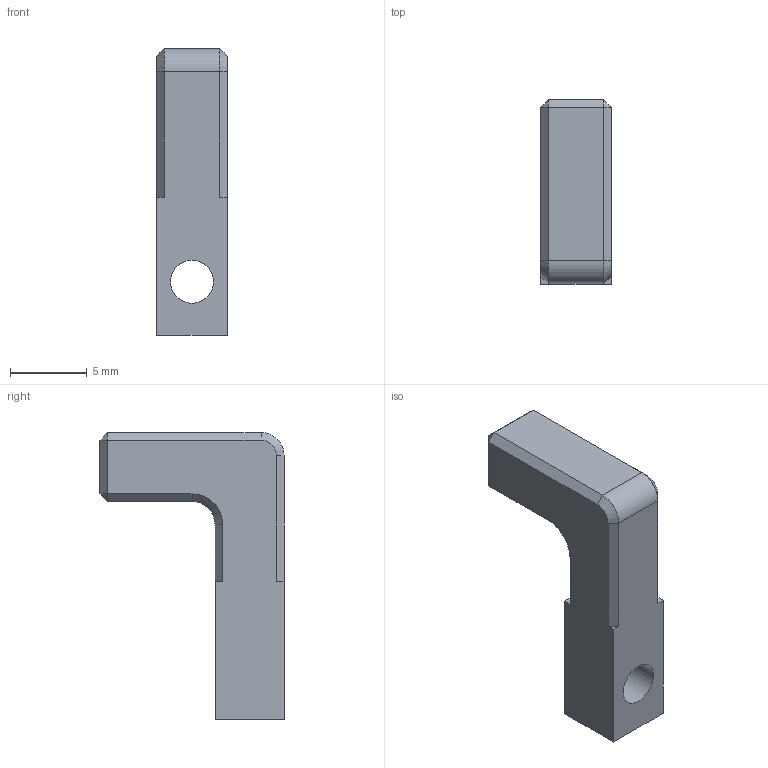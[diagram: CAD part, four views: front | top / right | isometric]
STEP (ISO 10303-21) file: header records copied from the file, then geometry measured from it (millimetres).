
FILE_DESCRIPTION (( 'STEP AP203' ), '1' );
FILE_NAME ('Hook.STEP', '2025-10-02T20:05:18', ( '' ), ( '' ), 'SwSTEP 2.0', 'SolidWorks 2024', '' );
FILE_SCHEMA (( 'CONFIG_CONTROL_DESIGN' ));
Length unit declared in the file: millimetre
Products named in the file (1): Hook
Bounding box: 4.6 x 12 x 18.7 mm (x, y, z)
Volume: 504.4 mm3; surface area: 515 mm2
Topology: 1 solids, 1 shells, 36 faces, 82 edges, 48 vertices
Faces by surface type: plane 28, cylinder 4, cone 4
Entity records: 1059 total; most frequent: DIRECTION 168, CARTESIAN_POINT 167, ORIENTED_EDGE 164, EDGE_CURVE 82, VECTOR 70, LINE 70, AXIS2_PLACEMENT_3D 49, VERTEX_POINT 48
